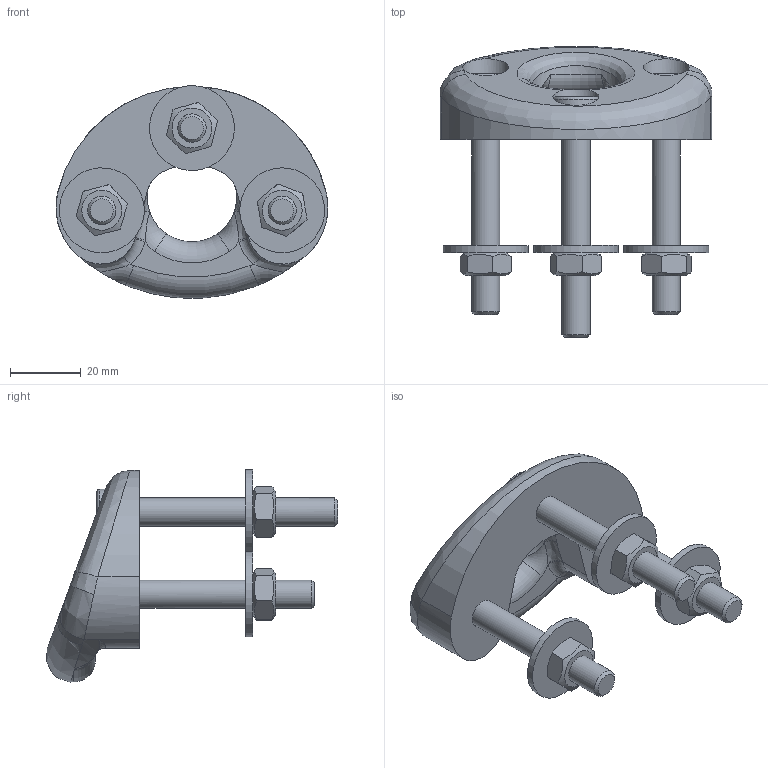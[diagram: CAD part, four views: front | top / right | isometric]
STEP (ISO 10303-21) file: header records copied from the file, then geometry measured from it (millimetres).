
FILE_DESCRIPTION(/* description */ (''),/* implementation_level */ '2;1');
FILE_NAME(/* name */ '7508.stp',/* time_stamp */ '2019-11-29T19:12:13+01:00',/* author */ ('francesca'),/* organization */ (''),/* preprocessor_version */ 'ST-DEVELOPER v16.5',/* originating_system */ 'Autodesk Inventor 2017',/* authorisation */ '');
FILE_SCHEMA (('CONFIG_CONTROL_DESIGN'));
Length unit declared in the file: millimetre
Products named in the file (1): 19112910
Bounding box: 76.86 x 82.28 x 60.08 mm (x, y, z)
Volume: 56382 mm3; surface area: 19421.4 mm2
Topology: 1 solids, 1 shells, 136 faces, 335 edges, 215 vertices
Faces by surface type: plane 59, cylinder 31, bspline 20, torus 14, cone 12
Full cylindrical faces by diameter (mm): 8 x6, 8.2 x3, 8.4 x3, 13 x2, 24 x3
Entity records: 4472 total; most frequent: CARTESIAN_POINT 1653, ORIENTED_EDGE 566, DIRECTION 552, EDGE_CURVE 283, AXIS2_PLACEMENT_3D 241, VERTEX_POINT 198, EDGE_LOOP 187, FACE_OUTER_BOUND 136
